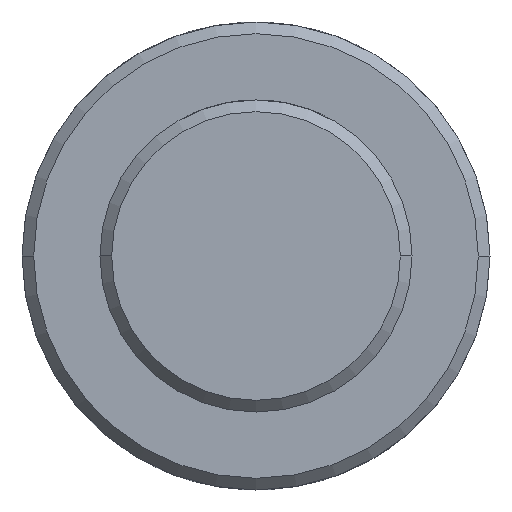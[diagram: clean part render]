
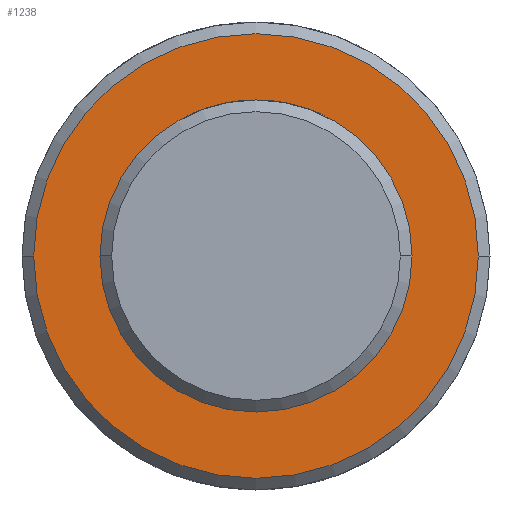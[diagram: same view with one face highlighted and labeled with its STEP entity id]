
A CAD part, front view. The second image highlights one B-rep face of the part: STEP entity #1238.
In plain terms, the highlighted planar face has unit normal (0, -1, 0).
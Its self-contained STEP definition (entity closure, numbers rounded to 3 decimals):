
#22 = CARTESIAN_POINT ( 'NONE',  ( 0., -125., 0. ) ) ;
#106 = AXIS2_PLACEMENT_3D ( 'NONE', #2787, #1952, #2225 ) ;
#131 = ORIENTED_EDGE ( 'NONE', *, *, #830, .T. ) ;
#144 = ORIENTED_EDGE ( 'NONE', *, *, #2874, .T. ) ;
#355 = CARTESIAN_POINT ( 'NONE',  ( -5.7, -125., 0. ) ) ;
#443 = PLANE ( 'NONE',  #1305 ) ;
#615 = VERTEX_POINT ( 'NONE', #355 ) ;
#624 = DIRECTION ( 'NONE',  ( 0., -1., 0. ) ) ;
#696 = VERTEX_POINT ( 'NONE', #2027 ) ;
#704 = CARTESIAN_POINT ( 'NONE',  ( 5.7, -125., 0. ) ) ;
#830 = EDGE_CURVE ( 'Defeature ausgef�hrt1_10+Defeature ausgef�hrt1_21+Defeature ausgef�hrt1_21+Defeature ausgef�hrt1_21', #2104, #615, #2633, .T. ) ;
#1206 = EDGE_LOOP ( 'NONE', ( #2172, #144 ) ) ;
#1212 = ORIENTED_EDGE ( 'NONE', *, *, #3592, .T. ) ;
#1238 = ADVANCED_FACE ( 'Defeature ausgef�hrt1_10', ( #1757, #3115 ), #443, .T. ) ;
#1262 = DIRECTION ( 'NONE',  ( 0., -1., 0. ) ) ;
#1305 = AXIS2_PLACEMENT_3D ( 'NONE', #2958, #1262, #3233 ) ;
#1371 = CARTESIAN_POINT ( 'NONE',  ( 0., -125., 0. ) ) ;
#1400 = DIRECTION ( 'NONE',  ( 0., -1., 0. ) ) ;
#1697 = AXIS2_PLACEMENT_3D ( 'NONE', #22, #1400, #3355 ) ;
#1698 = EDGE_CURVE ( 'Defeature ausgef�hrt1_10+Defeature ausgef�hrt1_11+Defeature ausgef�hrt1_11+Defeature ausgef�hrt1_11', #696, #2576, #2154, .T. ) ;
#1738 = DIRECTION ( 'NONE',  ( 1., 0., 0. ) ) ;
#1757 = FACE_OUTER_BOUND ( 'NONE', #1880, .T. ) ;
#1880 = EDGE_LOOP ( 'NONE', ( #1212, #131 ) ) ;
#1952 = DIRECTION ( 'NONE',  ( 0., 1., 0. ) ) ;
#2027 = CARTESIAN_POINT ( 'NONE',  ( -4., -125., 0. ) ) ;
#2104 = VERTEX_POINT ( 'NONE', #704 ) ;
#2120 = CIRCLE ( 'NONE', #3263, 5.7 ) ;
#2154 = CIRCLE ( 'NONE', #3446, 4. ) ;
#2172 = ORIENTED_EDGE ( 'NONE', *, *, #1698, .T. ) ;
#2215 = DIRECTION ( 'NONE',  ( -1., 0., 0. ) ) ;
#2225 = DIRECTION ( 'NONE',  ( -1., 0., 0. ) ) ;
#2312 = CARTESIAN_POINT ( 'NONE',  ( 4., -125., 0. ) ) ;
#2500 = CIRCLE ( 'NONE', #106, 4. ) ;
#2576 = VERTEX_POINT ( 'NONE', #2312 ) ;
#2633 = CIRCLE ( 'NONE', #1697, 5.7 ) ;
#2787 = CARTESIAN_POINT ( 'NONE',  ( 0., -125., 0. ) ) ;
#2825 = CARTESIAN_POINT ( 'NONE',  ( 0., -125., 0. ) ) ;
#2874 = EDGE_CURVE ( 'Defeature ausgef�hrt1_10+Defeature ausgef�hrt1_11+Defeature ausgef�hrt1_11+Defeature ausgef�hrt1_11', #2576, #696, #2500, .T. ) ;
#2958 = CARTESIAN_POINT ( 'NONE',  ( 0., -125., 4. ) ) ;
#3115 = FACE_BOUND ( 'NONE', #1206, .T. ) ;
#3233 = DIRECTION ( 'NONE',  ( 1., 0., 0. ) ) ;
#3263 = AXIS2_PLACEMENT_3D ( 'NONE', #2825, #624, #1738 ) ;
#3355 = DIRECTION ( 'NONE',  ( 1., 0., 0. ) ) ;
#3446 = AXIS2_PLACEMENT_3D ( 'NONE', #1371, #3603, #2215 ) ;
#3592 = EDGE_CURVE ( 'Defeature ausgef�hrt1_10+Defeature ausgef�hrt1_21+Defeature ausgef�hrt1_21+Defeature ausgef�hrt1_21', #615, #2104, #2120, .T. ) ;
#3603 = DIRECTION ( 'NONE',  ( 0., 1., 0. ) ) ;
